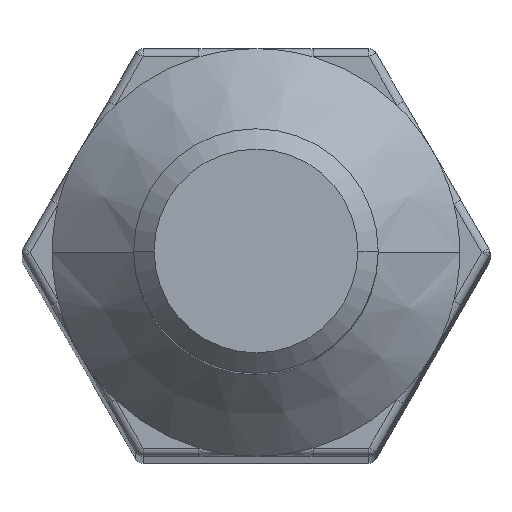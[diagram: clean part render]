
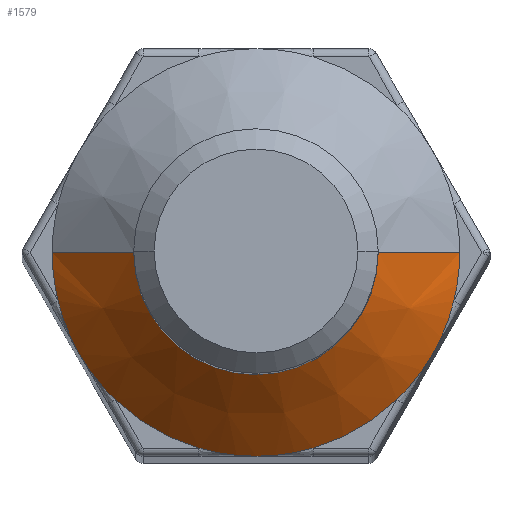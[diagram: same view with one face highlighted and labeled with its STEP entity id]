
A CAD part, top view. The second image highlights one B-rep face of the part: STEP entity #1579.
In plain terms, the highlighted conical face has half-angle 45 degrees and reference radius 1.5 mm.
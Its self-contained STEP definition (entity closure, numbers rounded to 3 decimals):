
#6 = EDGE_LOOP ( 'NONE', ( #2120, #2104, #1465, #2071, #2091, #894, #1945, #1802, #1338, #2154, #1566, #1543, #1074 ) ) ;
#12 = CARTESIAN_POINT ( 'NONE',  ( 2.428, -0.594, 0. ) ) ;
#18 = AXIS2_PLACEMENT_3D ( 'NONE', #949, #2163, #1164 ) ;
#27 = DIRECTION ( 'NONE',  ( 0., 0., 1. ) ) ;
#54 = CARTESIAN_POINT ( 'NONE',  ( -1.728, -1.806, 0. ) ) ;
#131 = FACE_OUTER_BOUND ( 'NONE', #6, .T. ) ;
#162 = VERTEX_POINT ( 'NONE', #966 ) ;
#207 = CARTESIAN_POINT ( 'NONE',  ( 2.5, 0., 0. ) ) ;
#238 = CARTESIAN_POINT ( 'NONE',  ( 0., 0., 0. ) ) ;
#240 = VECTOR ( 'NONE', #2257, 1000. ) ;
#252 = DIRECTION ( 'NONE',  ( 0., 0., 1. ) ) ;
#267 = VERTEX_POINT ( 'NONE', #771 ) ;
#269 = CIRCLE ( 'NONE', #1621, 2.5 ) ;
#303 = CIRCLE ( 'NONE', #1745, 2.5 ) ;
#361 = LINE ( 'NONE', #2017, #240 ) ;
#392 = VECTOR ( 'NONE', #1540, 1000. ) ;
#408 = CARTESIAN_POINT ( 'NONE',  ( 0., 0., 0. ) ) ;
#441 = DIRECTION ( 'NONE',  ( 1., 0., 0. ) ) ;
#448 = CARTESIAN_POINT ( 'NONE',  ( 0., 0., 0. ) ) ;
#542 = VERTEX_POINT ( 'NONE', #1822 ) ;
#549 = CIRCLE ( 'NONE', #1807, 2.5 ) ;
#550 = CIRCLE ( 'NONE', #1760, 2.5 ) ;
#555 = DIRECTION ( 'NONE',  ( -1., 0., 0. ) ) ;
#561 = CARTESIAN_POINT ( 'NONE',  ( 0., 0., 1. ) ) ;
#576 = DIRECTION ( 'NONE',  ( 1., 0., 0. ) ) ;
#592 = DIRECTION ( 'NONE',  ( 0., 0., 1. ) ) ;
#607 = CIRCLE ( 'NONE', #18, 1.5 ) ;
#611 = CIRCLE ( 'NONE', #1774, 2.5 ) ;
#613 = DIRECTION ( 'NONE',  ( 1., 0., 0. ) ) ;
#632 = CARTESIAN_POINT ( 'NONE',  ( -2.165, -1.25, 0. ) ) ;
#640 = CIRCLE ( 'NONE', #1687, 2.5 ) ;
#643 = EDGE_CURVE ( 'NONE', #1569, #1594, #361, .T. ) ;
#669 = AXIS2_PLACEMENT_3D ( 'NONE', #561, #2058, #555 ) ;
#699 = CIRCLE ( 'NONE', #1740, 2.5 ) ;
#721 = CIRCLE ( 'NONE', #1674, 2.5 ) ;
#722 = CARTESIAN_POINT ( 'NONE',  ( -1.5, 0., 1. ) ) ;
#725 = CIRCLE ( 'NONE', #1617, 2.5 ) ;
#726 = CONICAL_SURFACE ( 'NONE', #669, 1.5, 0.785 ) ;
#727 = EDGE_CURVE ( 'NONE', #926, #267, #1374, .T. ) ;
#757 = DIRECTION ( 'NONE',  ( 0., 0., 1. ) ) ;
#771 = CARTESIAN_POINT ( 'NONE',  ( -2.5, 0., 0. ) ) ;
#774 = VERTEX_POINT ( 'NONE', #12 ) ;
#777 = EDGE_CURVE ( 'NONE', #1569, #926, #607, .T. ) ;
#785 = EDGE_CURVE ( 'NONE', #267, #1203, #549, .T. ) ;
#794 = DIRECTION ( 'NONE',  ( 0., 0., 1. ) ) ;
#798 = EDGE_CURVE ( 'NONE', #1203, #1704, #611, .T. ) ;
#808 = EDGE_CURVE ( 'NONE', #1704, #1641, #550, .T. ) ;
#813 = EDGE_CURVE ( 'NONE', #1641, #542, #303, .T. ) ;
#840 = EDGE_CURVE ( 'NONE', #542, #1696, #699, .T. ) ;
#848 = EDGE_CURVE ( 'NONE', #1696, #162, #640, .T. ) ;
#856 = EDGE_CURVE ( 'NONE', #162, #2092, #721, .T. ) ;
#862 = EDGE_CURVE ( 'NONE', #2092, #1720, #1245, .T. ) ;
#870 = EDGE_CURVE ( 'NONE', #1720, #774, #269, .T. ) ;
#874 = EDGE_CURVE ( 'NONE', #774, #1594, #725, .T. ) ;
#894 = ORIENTED_EDGE ( 'NONE', *, *, #808, .T. ) ;
#926 = VERTEX_POINT ( 'NONE', #1258 ) ;
#949 = CARTESIAN_POINT ( 'NONE',  ( 0., 0., 1. ) ) ;
#966 = CARTESIAN_POINT ( 'NONE',  ( 0.7, -2.4, 0. ) ) ;
#968 = DIRECTION ( 'NONE',  ( 0., 0., 1. ) ) ;
#1009 = DIRECTION ( 'NONE',  ( 0., 0., 1. ) ) ;
#1074 = ORIENTED_EDGE ( 'NONE', *, *, #874, .T. ) ;
#1138 = CARTESIAN_POINT ( 'NONE',  ( 1.728, -1.806, 0. ) ) ;
#1164 = DIRECTION ( 'NONE',  ( -1., 0., 0. ) ) ;
#1173 = CARTESIAN_POINT ( 'NONE',  ( 0., 0., 0. ) ) ;
#1203 = VERTEX_POINT ( 'NONE', #1937 ) ;
#1245 = CIRCLE ( 'NONE', #1655, 2.5 ) ;
#1258 = CARTESIAN_POINT ( 'NONE',  ( -1.5, 0., 1. ) ) ;
#1338 = ORIENTED_EDGE ( 'NONE', *, *, #848, .T. ) ;
#1374 = LINE ( 'NONE', #722, #392 ) ;
#1379 = DIRECTION ( 'NONE',  ( 1., 0., 0. ) ) ;
#1431 = CARTESIAN_POINT ( 'NONE',  ( 0., 0., 0. ) ) ;
#1465 = ORIENTED_EDGE ( 'NONE', *, *, #727, .T. ) ;
#1540 = DIRECTION ( 'NONE',  ( -0.707, 0., -0.707 ) ) ;
#1543 = ORIENTED_EDGE ( 'NONE', *, *, #870, .T. ) ;
#1566 = ORIENTED_EDGE ( 'NONE', *, *, #862, .T. ) ;
#1569 = VERTEX_POINT ( 'NONE', #1913 ) ;
#1579 = ADVANCED_FACE ( 'NONE', ( #131 ), #726, .T. ) ;
#1594 = VERTEX_POINT ( 'NONE', #207 ) ;
#1601 = DIRECTION ( 'NONE',  ( 0., 0., 1. ) ) ;
#1617 = AXIS2_PLACEMENT_3D ( 'NONE', #1431, #252, #1619 ) ;
#1619 = DIRECTION ( 'NONE',  ( 1., 0., 0. ) ) ;
#1621 = AXIS2_PLACEMENT_3D ( 'NONE', #2085, #1009, #2201 ) ;
#1641 = VERTEX_POINT ( 'NONE', #54 ) ;
#1655 = AXIS2_PLACEMENT_3D ( 'NONE', #448, #1799, #613 ) ;
#1674 = AXIS2_PLACEMENT_3D ( 'NONE', #1947, #794, #2082 ) ;
#1687 = AXIS2_PLACEMENT_3D ( 'NONE', #238, #1601, #441 ) ;
#1696 = VERTEX_POINT ( 'NONE', #1803 ) ;
#1704 = VERTEX_POINT ( 'NONE', #632 ) ;
#1720 = VERTEX_POINT ( 'NONE', #2097 ) ;
#1740 = AXIS2_PLACEMENT_3D ( 'NONE', #1785, #592, #1939 ) ;
#1745 = AXIS2_PLACEMENT_3D ( 'NONE', #2065, #968, #2176 ) ;
#1760 = AXIS2_PLACEMENT_3D ( 'NONE', #408, #1766, #576 ) ;
#1766 = DIRECTION ( 'NONE',  ( 0., 0., 1. ) ) ;
#1774 = AXIS2_PLACEMENT_3D ( 'NONE', #1173, #27, #1379 ) ;
#1785 = CARTESIAN_POINT ( 'NONE',  ( 0., 0., 0. ) ) ;
#1799 = DIRECTION ( 'NONE',  ( 0., 0., 1. ) ) ;
#1802 = ORIENTED_EDGE ( 'NONE', *, *, #840, .T. ) ;
#1803 = CARTESIAN_POINT ( 'NONE',  ( 0., -2.5, 0. ) ) ;
#1807 = AXIS2_PLACEMENT_3D ( 'NONE', #1917, #757, #2060 ) ;
#1822 = CARTESIAN_POINT ( 'NONE',  ( -0.7, -2.4, 0. ) ) ;
#1913 = CARTESIAN_POINT ( 'NONE',  ( 1.5, 0., 1. ) ) ;
#1917 = CARTESIAN_POINT ( 'NONE',  ( 0., 0., 0. ) ) ;
#1937 = CARTESIAN_POINT ( 'NONE',  ( -2.428, -0.594, 0. ) ) ;
#1939 = DIRECTION ( 'NONE',  ( 1., 0., 0. ) ) ;
#1945 = ORIENTED_EDGE ( 'NONE', *, *, #813, .T. ) ;
#1947 = CARTESIAN_POINT ( 'NONE',  ( 0., 0., 0. ) ) ;
#2017 = CARTESIAN_POINT ( 'NONE',  ( 1.5, 0., 1. ) ) ;
#2058 = DIRECTION ( 'NONE',  ( 0., 0., -1. ) ) ;
#2060 = DIRECTION ( 'NONE',  ( 1., 0., 0. ) ) ;
#2065 = CARTESIAN_POINT ( 'NONE',  ( 0., 0., 0. ) ) ;
#2071 = ORIENTED_EDGE ( 'NONE', *, *, #785, .T. ) ;
#2082 = DIRECTION ( 'NONE',  ( 1., 0., 0. ) ) ;
#2085 = CARTESIAN_POINT ( 'NONE',  ( 0., 0., 0. ) ) ;
#2091 = ORIENTED_EDGE ( 'NONE', *, *, #798, .T. ) ;
#2092 = VERTEX_POINT ( 'NONE', #1138 ) ;
#2097 = CARTESIAN_POINT ( 'NONE',  ( 2.165, -1.25, 0. ) ) ;
#2104 = ORIENTED_EDGE ( 'NONE', *, *, #777, .T. ) ;
#2120 = ORIENTED_EDGE ( 'NONE', *, *, #643, .F. ) ;
#2154 = ORIENTED_EDGE ( 'NONE', *, *, #856, .T. ) ;
#2163 = DIRECTION ( 'NONE',  ( 0., 0., -1. ) ) ;
#2176 = DIRECTION ( 'NONE',  ( 1., 0., 0. ) ) ;
#2201 = DIRECTION ( 'NONE',  ( 1., 0., 0. ) ) ;
#2257 = DIRECTION ( 'NONE',  ( 0.707, 0., -0.707 ) ) ;
